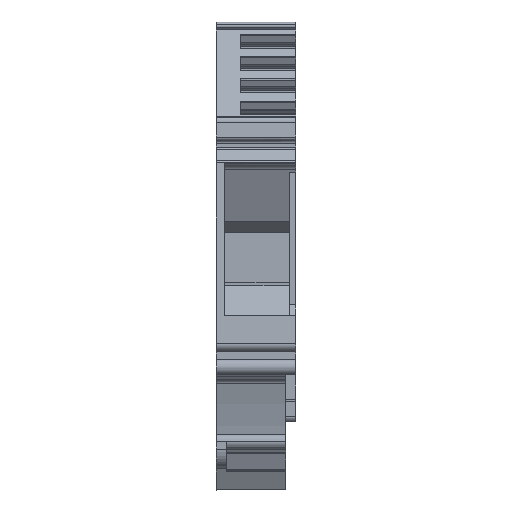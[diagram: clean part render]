
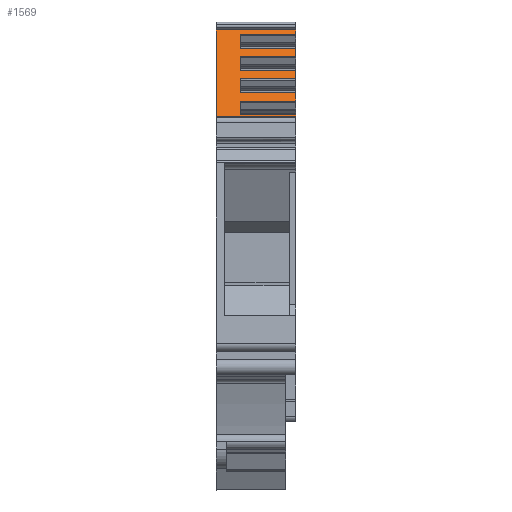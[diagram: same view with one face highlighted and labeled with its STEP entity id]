
A CAD part, front view. The second image highlights one B-rep face of the part: STEP entity #1569.
In plain terms, the highlighted planar face has unit normal (0, -0.707, 0.707).
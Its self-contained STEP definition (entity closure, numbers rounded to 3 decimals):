
#1414=AXIS2_PLACEMENT_3D('Plane Axis2P3D',#1411,#1412,#1413) ;
#119=CARTESIAN_POINT('Line Origine',(0.,11.21,41.04)) ;
#123=CARTESIAN_POINT('Vertex',(0.,6.791,36.621)) ;
#125=CARTESIAN_POINT('Vertex',(0.,15.629,45.459)) ;
#1411=CARTESIAN_POINT('Axis2P3D Location',(7.9,15.629,45.459)) ;
#1416=CARTESIAN_POINT('Line Origine',(2.45,10.114,39.944)) ;
#1420=CARTESIAN_POINT('Vertex',(2.45,9.428,39.258)) ;
#1422=CARTESIAN_POINT('Vertex',(2.45,10.8,40.63)) ;
#1425=CARTESIAN_POINT('Line Origine',(5.175,10.8,40.63)) ;
#1429=CARTESIAN_POINT('Vertex',(7.9,10.8,40.63)) ;
#1432=CARTESIAN_POINT('Line Origine',(7.9,11.21,41.04)) ;
#1436=CARTESIAN_POINT('Vertex',(7.9,11.62,41.45)) ;
#1439=CARTESIAN_POINT('Line Origine',(5.175,11.62,41.45)) ;
#1443=CARTESIAN_POINT('Vertex',(2.45,11.62,41.45)) ;
#1446=CARTESIAN_POINT('Line Origine',(2.45,12.306,42.136)) ;
#1450=CARTESIAN_POINT('Vertex',(2.45,12.992,42.822)) ;
#1453=CARTESIAN_POINT('Line Origine',(5.175,12.992,42.822)) ;
#1457=CARTESIAN_POINT('Vertex',(7.9,12.992,42.822)) ;
#1460=CARTESIAN_POINT('Line Origine',(7.9,13.402,43.232)) ;
#1464=CARTESIAN_POINT('Vertex',(7.9,13.812,43.642)) ;
#1467=CARTESIAN_POINT('Line Origine',(5.175,13.812,43.642)) ;
#1471=CARTESIAN_POINT('Vertex',(2.45,13.812,43.642)) ;
#1474=CARTESIAN_POINT('Line Origine',(2.45,14.498,44.328)) ;
#1478=CARTESIAN_POINT('Vertex',(2.45,15.184,45.014)) ;
#1481=CARTESIAN_POINT('Line Origine',(5.175,15.184,45.014)) ;
#1485=CARTESIAN_POINT('Vertex',(7.9,15.184,45.014)) ;
#1488=CARTESIAN_POINT('Line Origine',(7.9,15.407,45.237)) ;
#1492=CARTESIAN_POINT('Vertex',(7.9,15.629,45.459)) ;
#1495=CARTESIAN_POINT('Line Origine',(3.95,15.629,45.459)) ;
#1500=CARTESIAN_POINT('Line Origine',(3.95,6.791,36.621)) ;
#1504=CARTESIAN_POINT('Vertex',(7.9,6.791,36.621)) ;
#1507=CARTESIAN_POINT('Line Origine',(7.9,7.013,36.843)) ;
#1511=CARTESIAN_POINT('Vertex',(7.9,7.236,37.066)) ;
#1514=CARTESIAN_POINT('Line Origine',(5.175,7.236,37.066)) ;
#1518=CARTESIAN_POINT('Vertex',(2.45,7.236,37.066)) ;
#1521=CARTESIAN_POINT('Line Origine',(2.45,7.922,37.752)) ;
#1525=CARTESIAN_POINT('Vertex',(2.45,8.608,38.438)) ;
#1528=CARTESIAN_POINT('Line Origine',(5.175,8.608,38.438)) ;
#1532=CARTESIAN_POINT('Vertex',(7.9,8.608,38.438)) ;
#1535=CARTESIAN_POINT('Line Origine',(7.9,9.018,38.848)) ;
#1539=CARTESIAN_POINT('Vertex',(7.9,9.428,39.258)) ;
#1542=CARTESIAN_POINT('Line Origine',(5.175,9.428,39.258)) ;
#120=DIRECTION('Vector Direction',(0.,-0.707,-0.707)) ;
#1412=DIRECTION('Axis2P3D Direction',(0.,-0.707,0.707)) ;
#1413=DIRECTION('Axis2P3D XDirection',(0.,-0.707,-0.707)) ;
#1417=DIRECTION('Vector Direction',(0.,0.707,0.707)) ;
#1426=DIRECTION('Vector Direction',(-1.,0.,0.)) ;
#1433=DIRECTION('Vector Direction',(0.,0.707,0.707)) ;
#1440=DIRECTION('Vector Direction',(-1.,0.,0.)) ;
#1447=DIRECTION('Vector Direction',(0.,0.707,0.707)) ;
#1454=DIRECTION('Vector Direction',(-1.,0.,0.)) ;
#1461=DIRECTION('Vector Direction',(0.,0.707,0.707)) ;
#1468=DIRECTION('Vector Direction',(-1.,0.,0.)) ;
#1475=DIRECTION('Vector Direction',(0.,0.707,0.707)) ;
#1482=DIRECTION('Vector Direction',(-1.,0.,0.)) ;
#1489=DIRECTION('Vector Direction',(0.,-0.707,-0.707)) ;
#1496=DIRECTION('Vector Direction',(1.,0.,0.)) ;
#1501=DIRECTION('Vector Direction',(1.,0.,0.)) ;
#1508=DIRECTION('Vector Direction',(0.,-0.707,-0.707)) ;
#1515=DIRECTION('Vector Direction',(-1.,0.,0.)) ;
#1522=DIRECTION('Vector Direction',(0.,0.707,0.707)) ;
#1529=DIRECTION('Vector Direction',(-1.,0.,0.)) ;
#1536=DIRECTION('Vector Direction',(0.,0.707,0.707)) ;
#1543=DIRECTION('Vector Direction',(-1.,0.,0.)) ;
#121=VECTOR('Line Direction',#120,1.) ;
#1418=VECTOR('Line Direction',#1417,1.) ;
#1427=VECTOR('Line Direction',#1426,1.) ;
#1434=VECTOR('Line Direction',#1433,1.) ;
#1441=VECTOR('Line Direction',#1440,1.) ;
#1448=VECTOR('Line Direction',#1447,1.) ;
#1455=VECTOR('Line Direction',#1454,1.) ;
#1462=VECTOR('Line Direction',#1461,1.) ;
#1469=VECTOR('Line Direction',#1468,1.) ;
#1476=VECTOR('Line Direction',#1475,1.) ;
#1483=VECTOR('Line Direction',#1482,1.) ;
#1490=VECTOR('Line Direction',#1489,1.) ;
#1497=VECTOR('Line Direction',#1496,1.) ;
#1502=VECTOR('Line Direction',#1501,1.) ;
#1509=VECTOR('Line Direction',#1508,1.) ;
#1516=VECTOR('Line Direction',#1515,1.) ;
#1523=VECTOR('Line Direction',#1522,1.) ;
#1530=VECTOR('Line Direction',#1529,1.) ;
#1537=VECTOR('Line Direction',#1536,1.) ;
#1544=VECTOR('Line Direction',#1543,1.) ;
#1548=ORIENTED_EDGE('',*,*,#1424,.T.) ;
#1549=ORIENTED_EDGE('',*,*,#1431,.F.) ;
#1550=ORIENTED_EDGE('',*,*,#1438,.F.) ;
#1551=ORIENTED_EDGE('',*,*,#1445,.T.) ;
#1552=ORIENTED_EDGE('',*,*,#1452,.T.) ;
#1553=ORIENTED_EDGE('',*,*,#1459,.F.) ;
#1554=ORIENTED_EDGE('',*,*,#1466,.F.) ;
#1555=ORIENTED_EDGE('',*,*,#1473,.T.) ;
#1556=ORIENTED_EDGE('',*,*,#1480,.T.) ;
#1557=ORIENTED_EDGE('',*,*,#1487,.F.) ;
#1558=ORIENTED_EDGE('',*,*,#1494,.T.) ;
#1559=ORIENTED_EDGE('',*,*,#1499,.F.) ;
#1560=ORIENTED_EDGE('',*,*,#127,.F.) ;
#1561=ORIENTED_EDGE('',*,*,#1506,.T.) ;
#1562=ORIENTED_EDGE('',*,*,#1513,.T.) ;
#1563=ORIENTED_EDGE('',*,*,#1520,.T.) ;
#1564=ORIENTED_EDGE('',*,*,#1527,.T.) ;
#1565=ORIENTED_EDGE('',*,*,#1534,.F.) ;
#1566=ORIENTED_EDGE('',*,*,#1541,.F.) ;
#1567=ORIENTED_EDGE('',*,*,#1546,.T.) ;
#1569=ADVANCED_FACE('KLTR',(#1568),#1415,.T.) ;
#127=EDGE_CURVE('',#124,#126,#122,.F.) ;
#1424=EDGE_CURVE('',#1421,#1423,#1419,.T.) ;
#1431=EDGE_CURVE('',#1430,#1423,#1428,.T.) ;
#1438=EDGE_CURVE('',#1437,#1430,#1435,.F.) ;
#1445=EDGE_CURVE('',#1437,#1444,#1442,.T.) ;
#1452=EDGE_CURVE('',#1444,#1451,#1449,.T.) ;
#1459=EDGE_CURVE('',#1458,#1451,#1456,.T.) ;
#1466=EDGE_CURVE('',#1465,#1458,#1463,.F.) ;
#1473=EDGE_CURVE('',#1465,#1472,#1470,.T.) ;
#1480=EDGE_CURVE('',#1472,#1479,#1477,.T.) ;
#1487=EDGE_CURVE('',#1486,#1479,#1484,.T.) ;
#1494=EDGE_CURVE('',#1486,#1493,#1491,.F.) ;
#1499=EDGE_CURVE('',#126,#1493,#1498,.T.) ;
#1506=EDGE_CURVE('',#124,#1505,#1503,.T.) ;
#1513=EDGE_CURVE('',#1505,#1512,#1510,.F.) ;
#1520=EDGE_CURVE('',#1512,#1519,#1517,.T.) ;
#1527=EDGE_CURVE('',#1519,#1526,#1524,.T.) ;
#1534=EDGE_CURVE('',#1533,#1526,#1531,.T.) ;
#1541=EDGE_CURVE('',#1540,#1533,#1538,.F.) ;
#1546=EDGE_CURVE('',#1540,#1421,#1545,.T.) ;
#1547=EDGE_LOOP('',(#1548,#1549,#1550,#1551,#1552,#1553,#1554,#1555,#1556,#1557,#1558,#1559,#1560,#1561,#1562,#1563,#1564,#1565,#1566,#1567)) ;
#1568=FACE_OUTER_BOUND('',#1547,.T.) ;
#122=LINE('Line',#119,#121) ;
#1419=LINE('Line',#1416,#1418) ;
#1428=LINE('Line',#1425,#1427) ;
#1435=LINE('Line',#1432,#1434) ;
#1442=LINE('Line',#1439,#1441) ;
#1449=LINE('Line',#1446,#1448) ;
#1456=LINE('Line',#1453,#1455) ;
#1463=LINE('Line',#1460,#1462) ;
#1470=LINE('Line',#1467,#1469) ;
#1477=LINE('Line',#1474,#1476) ;
#1484=LINE('Line',#1481,#1483) ;
#1491=LINE('Line',#1488,#1490) ;
#1498=LINE('Line',#1495,#1497) ;
#1503=LINE('Line',#1500,#1502) ;
#1510=LINE('Line',#1507,#1509) ;
#1517=LINE('Line',#1514,#1516) ;
#1524=LINE('Line',#1521,#1523) ;
#1531=LINE('Line',#1528,#1530) ;
#1538=LINE('Line',#1535,#1537) ;
#1545=LINE('Line',#1542,#1544) ;
#1415=PLANE('',#1414) ;
#124=VERTEX_POINT('',#123) ;
#126=VERTEX_POINT('',#125) ;
#1421=VERTEX_POINT('',#1420) ;
#1423=VERTEX_POINT('',#1422) ;
#1430=VERTEX_POINT('',#1429) ;
#1437=VERTEX_POINT('',#1436) ;
#1444=VERTEX_POINT('',#1443) ;
#1451=VERTEX_POINT('',#1450) ;
#1458=VERTEX_POINT('',#1457) ;
#1465=VERTEX_POINT('',#1464) ;
#1472=VERTEX_POINT('',#1471) ;
#1479=VERTEX_POINT('',#1478) ;
#1486=VERTEX_POINT('',#1485) ;
#1493=VERTEX_POINT('',#1492) ;
#1505=VERTEX_POINT('',#1504) ;
#1512=VERTEX_POINT('',#1511) ;
#1519=VERTEX_POINT('',#1518) ;
#1526=VERTEX_POINT('',#1525) ;
#1533=VERTEX_POINT('',#1532) ;
#1540=VERTEX_POINT('',#1539) ;
